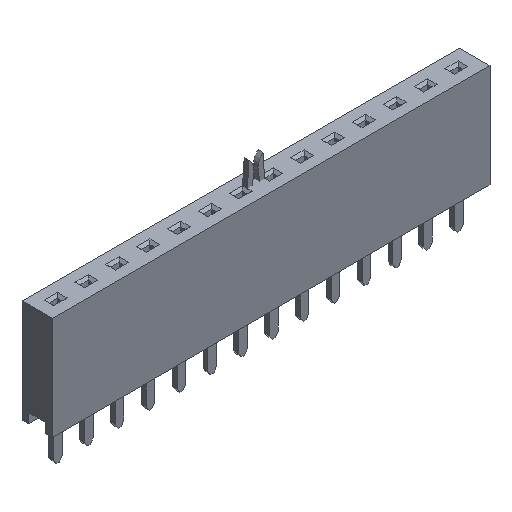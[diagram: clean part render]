
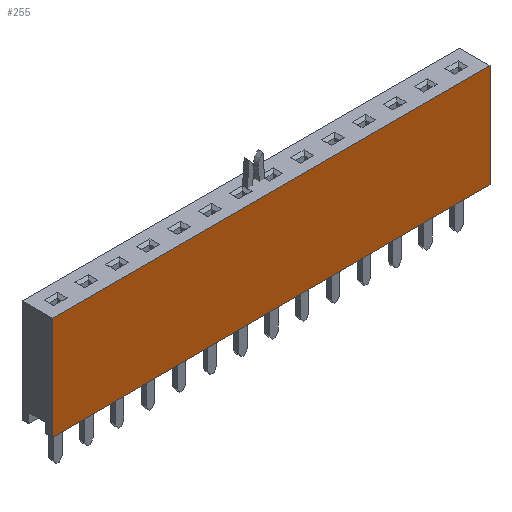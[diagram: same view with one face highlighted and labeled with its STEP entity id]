
A CAD part, isometric view. The second image highlights one B-rep face of the part: STEP entity #255.
In plain terms, the highlighted planar face has unit normal (0, -1, 0).
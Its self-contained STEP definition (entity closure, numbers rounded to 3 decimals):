
#255 = ADVANCED_FACE( '', ( #707 ), #708, .T. );
#707 = FACE_OUTER_BOUND( '', #1384, .T. );
#708 = PLANE( '', #1385 );
#1384 = EDGE_LOOP( '', ( #2118, #2119, #2120, #2121 ) );
#1385 = AXIS2_PLACEMENT_3D( '', #2122, #2123, #2124 );
#2118 = ORIENTED_EDGE( '', *, *, #3993, .T. );
#2119 = ORIENTED_EDGE( '', *, *, #3994, .T. );
#2120 = ORIENTED_EDGE( '', *, *, #3995, .T. );
#2121 = ORIENTED_EDGE( '', *, *, #3996, .T. );
#2122 = CARTESIAN_POINT( '', ( 0., -1.25, 0. ) );
#2123 = DIRECTION( '', ( 0., -1., 0. ) );
#2124 = DIRECTION( '', ( 0., 0., -1. ) );
#3993 = EDGE_CURVE( '', #4777, #4778, #4779, .T. );
#3994 = EDGE_CURVE( '', #4778, #4780, #4781, .T. );
#3995 = EDGE_CURVE( '', #4780, #4782, #4783, .T. );
#3996 = EDGE_CURVE( '', #4782, #4777, #4784, .T. );
#4777 = VERTEX_POINT( '', #5903 );
#4778 = VERTEX_POINT( '', #5904 );
#4779 = LINE( '', #5905, #5906 );
#4780 = VERTEX_POINT( '', #5907 );
#4781 = LINE( '', #5908, #5909 );
#4782 = VERTEX_POINT( '', #5910 );
#4783 = LINE( '', #5911, #5912 );
#4784 = LINE( '', #5913, #5914 );
#5903 = CARTESIAN_POINT( '', ( 18.03, -1.25, 4.25 ) );
#5904 = CARTESIAN_POINT( '', ( -18.03, -1.25, 4.25 ) );
#5905 = CARTESIAN_POINT( '', ( 18.03, -1.25, 4.25 ) );
#5906 = VECTOR( '', #7452, 1000. );
#5907 = CARTESIAN_POINT( '', ( -18.03, -1.25, -4.25 ) );
#5908 = CARTESIAN_POINT( '', ( -18.03, -1.25, 4.25 ) );
#5909 = VECTOR( '', #7453, 1000. );
#5910 = CARTESIAN_POINT( '', ( 18.03, -1.25, -4.25 ) );
#5911 = CARTESIAN_POINT( '', ( -18.03, -1.25, -4.25 ) );
#5912 = VECTOR( '', #7454, 1000. );
#5913 = CARTESIAN_POINT( '', ( 18.03, -1.25, -4.25 ) );
#5914 = VECTOR( '', #7455, 1000. );
#7452 = DIRECTION( '', ( -1., 0., 0. ) );
#7453 = DIRECTION( '', ( 0., 0., -1. ) );
#7454 = DIRECTION( '', ( 1., 0., 0. ) );
#7455 = DIRECTION( '', ( 0., 0., 1. ) );
